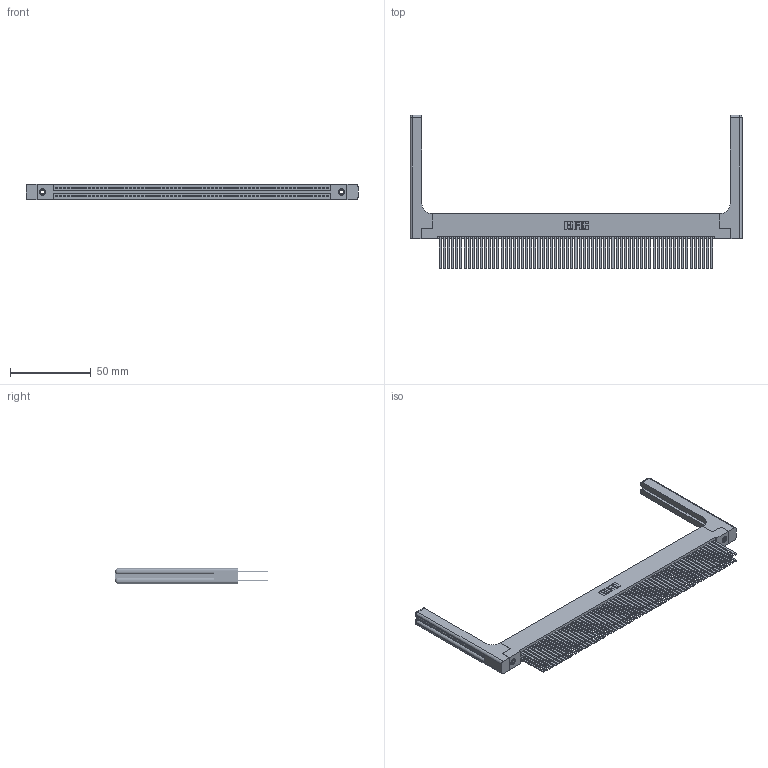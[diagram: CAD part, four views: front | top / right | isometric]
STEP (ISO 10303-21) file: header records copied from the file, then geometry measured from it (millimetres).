
FILE_DESCRIPTION (( 'STEP AP203' ), '1' );
FILE_NAME ('395-134-544-258.STEP', '2019-10-29T10:44:49', ( '' ), ( '' ), 'SwSTEP 2.0', 'SolidWorks 2016', '' );
FILE_SCHEMA (( 'CONFIG_CONTROL_DESIGN' ));
Length unit declared in the file: inch
Products named in the file (5): 345 Part_Flush Mounting Lugs - 0.156 Dia-TH; 345-292-001_345-293-144; 345-250-001_345-250-001-102; 345-220-058_345-220-058; 395-134-544-258
Assembly tree (139 placements, depth 2):
  395-134-544-258
    345 Part_Flush Mounting Lugs - 0.156 Dia-TH
    345-292-001_345-293-144  x134
    345-250-001_345-250-001-102  x2
    345-220-058_345-220-058  x2
Bounding box: 205.21 x 94.92 x 9.4 mm (x, y, z)
Volume: 30519.6 mm3; surface area: 43634 mm2
Topology: 139 solids, 139 shells, 6278 faces, 18561 edges, 12174 vertices
Faces by surface type: plane 4114, cylinder 2104, bspline 36, cone 12, sphere 8, torus 4
Entity records: 54202 total; most frequent: CARTESIAN_POINT 10053, ORIENTED_EDGE 8784, DIRECTION 7764, EDGE_CURVE 4392, LINE 3904, VECTOR 3904, VERTEX_POINT 2918, AXIS2_PLACEMENT_3D 1930
